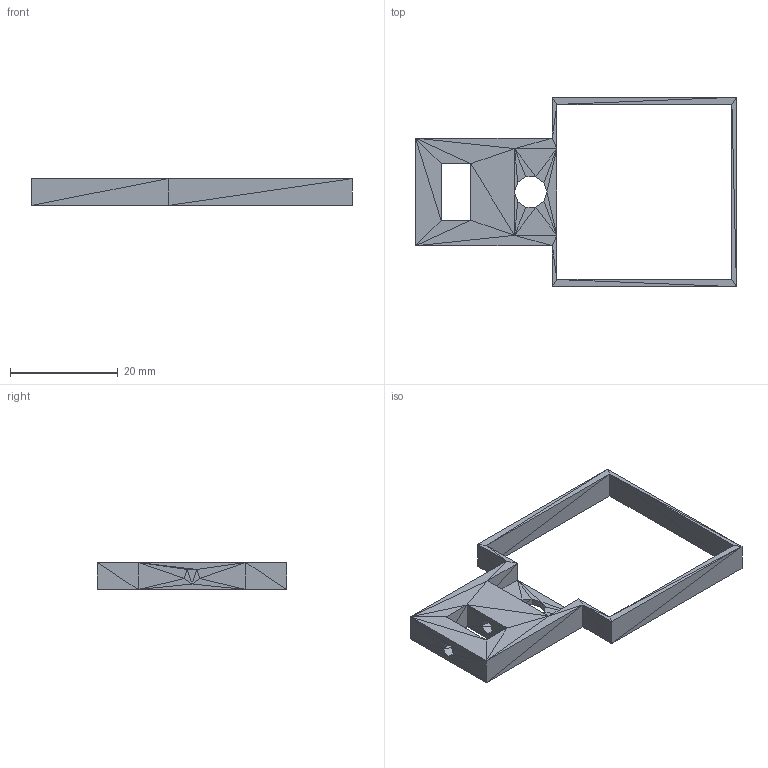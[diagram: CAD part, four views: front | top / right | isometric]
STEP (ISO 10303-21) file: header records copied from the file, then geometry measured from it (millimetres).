
FILE_DESCRIPTION(('FreeCAD Model'),'2;1');
FILE_NAME( 'matrix.step', '2017-09-16T13:14:43',('Author'),(''), 'Open CASCADE STEP processor 6.8','FreeCAD','Unknown');
FILE_SCHEMA(('AUTOMOTIVE_DESIGN_CC2 { 1 2 10303 214 -1 1 5 4 }'));
Length unit declared in the file: millimetre
Products named in the file (1): matrix001_(Solid)
Bounding box: 59.6 x 35.2 x 5 mm (x, y, z)
Volume: 2439.9 mm3; surface area: 3041.8 mm2
Topology: 1 solids, 1 shells, 172 faces, 258 edges, 80 vertices
Faces by surface type: plane 172
Entity records: 6467 total; most frequent: CARTESIAN_POINT 1285, DIRECTION 862, ORIENTED_EDGE 516, LINE 516, VECTOR 516, PCURVE 516, DEFINITIONAL_REPRESENTATION 516, EDGE_CURVE 258
